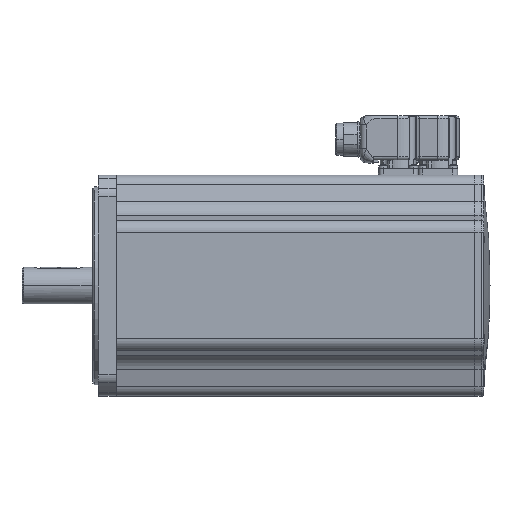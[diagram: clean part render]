
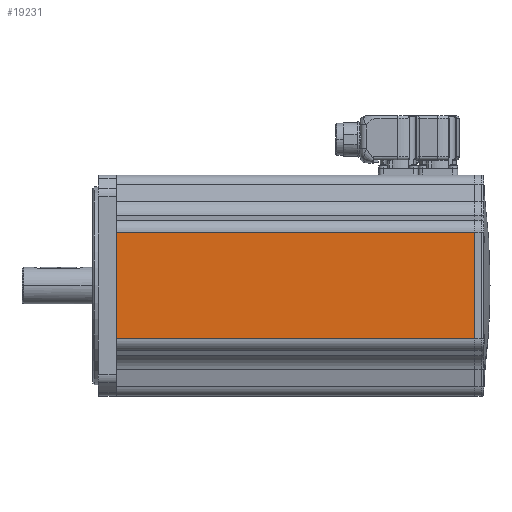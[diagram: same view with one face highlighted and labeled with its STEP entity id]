
A CAD part, top view. The second image highlights one B-rep face of the part: STEP entity #19231.
In plain terms, the highlighted planar face has unit normal (0, 0, 1).
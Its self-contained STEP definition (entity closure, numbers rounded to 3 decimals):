
#18696=DIRECTION('',(-1.,0.,0.));
#18697=VECTOR('',#18696,235.);
#18698=CARTESIAN_POINT('',(297.,-34.941,72.5));
#18699=LINE('',#18698,#18697);
#18700=DIRECTION('',(0.,1.,0.));
#18701=VECTOR('',#18700,69.883);
#18702=CARTESIAN_POINT('',(62.,-34.941,72.5));
#18703=LINE('',#18702,#18701);
#18704=DIRECTION('',(-1.,0.,0.));
#18705=VECTOR('',#18704,235.);
#18706=CARTESIAN_POINT('',(297.,34.941,72.5));
#18707=LINE('',#18706,#18705);
#18708=DIRECTION('',(0.,-1.,0.));
#18709=VECTOR('',#18708,69.883);
#18710=CARTESIAN_POINT('',(297.,34.941,72.5));
#18711=LINE('',#18710,#18709);
#19019=CARTESIAN_POINT('',(62.,-34.941,72.5));
#19021=VERTEX_POINT('',#19019);
#19022=CARTESIAN_POINT('',(297.,-34.941,72.5));
#19023=VERTEX_POINT('',#19022);
#19026=CARTESIAN_POINT('',(62.,34.941,72.5));
#19028=VERTEX_POINT('',#19026);
#19032=CARTESIAN_POINT('',(297.,34.941,72.5));
#19033=VERTEX_POINT('',#19032);
#19217=CARTESIAN_POINT('',(62.,41.08,72.5));
#19218=DIRECTION('',(0.,0.,1.));
#19219=DIRECTION('',(0.,-1.,0.));
#19220=AXIS2_PLACEMENT_3D('',#19217,#19218,#19219);
#19221=PLANE('',#19220);
#19223=ORIENTED_EDGE('',*,*,#19222,.T.);
#19225=ORIENTED_EDGE('',*,*,#19224,.T.);
#19226=ORIENTED_EDGE('',*,*,#19212,.F.);
#19228=ORIENTED_EDGE('',*,*,#19227,.T.);
#19229=EDGE_LOOP('',(#19223,#19225,#19226,#19228));
#19230=FACE_OUTER_BOUND('',#19229,.F.);
#19231=ADVANCED_FACE('',(#19230),#19221,.T.);
#19212=EDGE_CURVE('',#19033,#19028,#18707,.T.);
#19222=EDGE_CURVE('',#19023,#19021,#18699,.T.);
#19224=EDGE_CURVE('',#19021,#19028,#18703,.T.);
#19227=EDGE_CURVE('',#19033,#19023,#18711,.T.);
